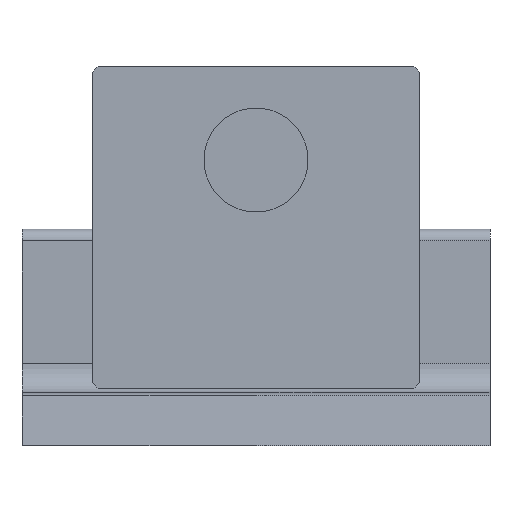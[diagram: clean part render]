
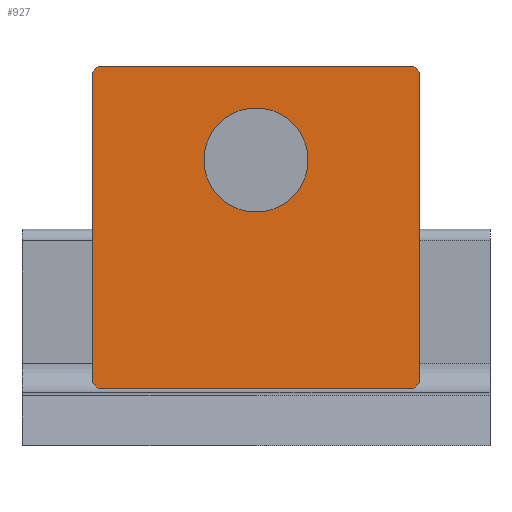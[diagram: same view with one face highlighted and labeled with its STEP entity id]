
A CAD part, front view. The second image highlights one B-rep face of the part: STEP entity #927.
In plain terms, the highlighted planar face has unit normal (0, -1, 0).
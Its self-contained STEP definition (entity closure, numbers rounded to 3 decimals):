
#3 = VERTEX_POINT ( 'NONE', #1654 ) ;
#9 = VECTOR ( 'NONE', #2390, 1000. ) ;
#85 = CARTESIAN_POINT ( 'NONE',  ( -13.75, 19.3, 5.25 ) ) ;
#94 = AXIS2_PLACEMENT_3D ( 'NONE', #332, #1495, #1067 ) ;
#122 = EDGE_CURVE ( 'NONE', #1232, #351, #2244, .T. ) ;
#146 = AXIS2_PLACEMENT_3D ( 'NONE', #2764, #1378, #2547 ) ;
#157 = VECTOR ( 'NONE', #1743, 1000. ) ;
#192 = CARTESIAN_POINT ( 'NONE',  ( -14., 19.3, 5.5 ) ) ;
#263 = DIRECTION ( 'NONE',  ( 0., 1., 0. ) ) ;
#268 = CARTESIAN_POINT ( 'NONE',  ( 0., 19.3, 5. ) ) ;
#285 = VERTEX_POINT ( 'NONE', #2806 ) ;
#294 = CARTESIAN_POINT ( 'NONE',  ( 13.5, 19.3, 5. ) ) ;
#332 = CARTESIAN_POINT ( 'NONE',  ( 0., 19.3, 24.5 ) ) ;
#336 = DIRECTION ( 'NONE',  ( 0., 0., 1. ) ) ;
#351 = VERTEX_POINT ( 'NONE', #192 ) ;
#357 = EDGE_CURVE ( 'NONE', #1662, #285, #1685, .T. ) ;
#363 = ORIENTED_EDGE ( 'NONE', *, *, #2988, .T. ) ;
#371 = AXIS2_PLACEMENT_3D ( 'NONE', #1541, #2917, #336 ) ;
#449 = CARTESIAN_POINT ( 'NONE',  ( -0.665, 19.3, 20.1 ) ) ;
#458 = EDGE_CURVE ( 'NONE', #1376, #2567, #1899, .T. ) ;
#474 = CARTESIAN_POINT ( 'NONE',  ( 0., 19.3, 24.5 ) ) ;
#485 = ORIENTED_EDGE ( 'NONE', *, *, #2689, .T. ) ;
#495 = CARTESIAN_POINT ( 'NONE',  ( -4.4, 19.3, 24.5 ) ) ;
#508 = DIRECTION ( 'NONE',  ( 0., 0., 1. ) ) ;
#513 = CARTESIAN_POINT ( 'NONE',  ( -13.5, 19.3, 5. ) ) ;
#519 = LINE ( 'NONE', #2991, #2337 ) ;
#587 = CARTESIAN_POINT ( 'NONE',  ( -0.665, 19.3, 28.9 ) ) ;
#646 = CARTESIAN_POINT ( 'NONE',  ( 0., 19.3, 28.9 ) ) ;
#656 = DIRECTION ( 'NONE',  ( -1., 0., 0. ) ) ;
#719 = VECTOR ( 'NONE', #1923, 1000. ) ;
#746 = LINE ( 'NONE', #2186, #2546 ) ;
#765 = CARTESIAN_POINT ( 'NONE',  ( -13.5, 19.3, 32.5 ) ) ;
#786 = CARTESIAN_POINT ( 'NONE',  ( 14., 19.3, 18.75 ) ) ;
#803 = VERTEX_POINT ( 'NONE', #1765 ) ;
#858 = ORIENTED_EDGE ( 'NONE', *, *, #357, .T. ) ;
#859 = VECTOR ( 'NONE', #2213, 1000. ) ;
#895 = VECTOR ( 'NONE', #1005, 1000. ) ;
#904 = EDGE_CURVE ( 'NONE', #1376, #1706, #1137, .T. ) ;
#927 = ADVANCED_FACE ( 'NONE', ( #1896, #2420 ), #2523, .T. ) ;
#936 = ORIENTED_EDGE ( 'NONE', *, *, #2631, .T. ) ;
#980 = VECTOR ( 'NONE', #3002, 1000. ) ;
#1005 = DIRECTION ( 'NONE',  ( -0.707, 0., -0.707 ) ) ;
#1034 = ORIENTED_EDGE ( 'NONE', *, *, #2245, .F. ) ;
#1038 = ORIENTED_EDGE ( 'NONE', *, *, #2450, .T. ) ;
#1067 = DIRECTION ( 'NONE',  ( 0., 0., 1. ) ) ;
#1114 = EDGE_LOOP ( 'NONE', ( #2646, #2925, #485, #1282, #858, #1330, #1191, #1887 ) ) ;
#1137 = LINE ( 'NONE', #646, #2044 ) ;
#1143 = EDGE_CURVE ( 'NONE', #2063, #3, #1529, .T. ) ;
#1155 = CIRCLE ( 'NONE', #371, 4.45 ) ;
#1157 = CARTESIAN_POINT ( 'NONE',  ( 14., 19.3, 32. ) ) ;
#1164 = EDGE_CURVE ( 'NONE', #2921, #2567, #746, .T. ) ;
#1191 = ORIENTED_EDGE ( 'NONE', *, *, #2966, .T. ) ;
#1193 = DIRECTION ( 'NONE',  ( 0., 0., 1. ) ) ;
#1197 = CARTESIAN_POINT ( 'NONE',  ( 0., 19.3, 24.5 ) ) ;
#1215 = EDGE_CURVE ( 'NONE', #803, #1662, #2129, .T. ) ;
#1232 = VERTEX_POINT ( 'NONE', #2885 ) ;
#1242 = VERTEX_POINT ( 'NONE', #1571 ) ;
#1282 = ORIENTED_EDGE ( 'NONE', *, *, #1215, .T. ) ;
#1290 = VERTEX_POINT ( 'NONE', #1735 ) ;
#1330 = ORIENTED_EDGE ( 'NONE', *, *, #2126, .T. ) ;
#1336 = VERTEX_POINT ( 'NONE', #1971 ) ;
#1376 = VERTEX_POINT ( 'NONE', #1855 ) ;
#1378 = DIRECTION ( 'NONE',  ( 0., -1., 0. ) ) ;
#1480 = CARTESIAN_POINT ( 'NONE',  ( 14., 19.3, 32. ) ) ;
#1495 = DIRECTION ( 'NONE',  ( 0., 1., 0. ) ) ;
#1499 = DIRECTION ( 'NONE',  ( 0., 0., 1. ) ) ;
#1529 = LINE ( 'NONE', #268, #9 ) ;
#1541 = CARTESIAN_POINT ( 'NONE',  ( 0., 19.3, 24.5 ) ) ;
#1571 = CARTESIAN_POINT ( 'NONE',  ( 0.665, 19.3, 20.1 ) ) ;
#1585 = VERTEX_POINT ( 'NONE', #449 ) ;
#1632 = VECTOR ( 'NONE', #1990, 1000. ) ;
#1654 = CARTESIAN_POINT ( 'NONE',  ( 13.5, 19.3, 5. ) ) ;
#1662 = VERTEX_POINT ( 'NONE', #1480 ) ;
#1668 = DIRECTION ( 'NONE',  ( 0., 0., -1. ) ) ;
#1685 = LINE ( 'NONE', #1157, #980 ) ;
#1706 = VERTEX_POINT ( 'NONE', #587 ) ;
#1735 = CARTESIAN_POINT ( 'NONE',  ( -4.4, 19.3, 23.835 ) ) ;
#1743 = DIRECTION ( 'NONE',  ( -0.707, 0., 0.707 ) ) ;
#1764 = EDGE_CURVE ( 'NONE', #2063, #351, #2040, .T. ) ;
#1765 = CARTESIAN_POINT ( 'NONE',  ( 14., 19.3, 5.5 ) ) ;
#1769 = CARTESIAN_POINT ( 'NONE',  ( 4.4, 19.3, 25.165 ) ) ;
#1825 = VECTOR ( 'NONE', #1499, 1000. ) ;
#1827 = DIRECTION ( 'NONE',  ( 1., 0., 0. ) ) ;
#1850 = CIRCLE ( 'NONE', #2995, 4.45 ) ;
#1855 = CARTESIAN_POINT ( 'NONE',  ( 0.665, 19.3, 28.9 ) ) ;
#1887 = ORIENTED_EDGE ( 'NONE', *, *, #122, .T. ) ;
#1896 = FACE_BOUND ( 'NONE', #1918, .T. ) ;
#1899 = CIRCLE ( 'NONE', #2288, 4.45 ) ;
#1915 = CIRCLE ( 'NONE', #94, 4.45 ) ;
#1916 = DIRECTION ( 'NONE',  ( 0., 0., 1. ) ) ;
#1918 = EDGE_LOOP ( 'NONE', ( #2738, #2881, #1038, #1034, #936, #2373, #363, #2702 ) ) ;
#1923 = DIRECTION ( 'NONE',  ( 0., 0., -1. ) ) ;
#1971 = CARTESIAN_POINT ( 'NONE',  ( -4.4, 19.3, 25.165 ) ) ;
#1990 = DIRECTION ( 'NONE',  ( 0.707, 0., 0.707 ) ) ;
#2040 = LINE ( 'NONE', #85, #157 ) ;
#2044 = VECTOR ( 'NONE', #656, 1000. ) ;
#2063 = VERTEX_POINT ( 'NONE', #513 ) ;
#2071 = LINE ( 'NONE', #765, #895 ) ;
#2077 = LINE ( 'NONE', #2920, #859 ) ;
#2119 = LINE ( 'NONE', #495, #2647 ) ;
#2126 = EDGE_CURVE ( 'NONE', #285, #2180, #2077, .T. ) ;
#2129 = LINE ( 'NONE', #786, #1825 ) ;
#2180 = VERTEX_POINT ( 'NONE', #2927 ) ;
#2186 = CARTESIAN_POINT ( 'NONE',  ( 4.4, 19.3, 24.5 ) ) ;
#2213 = DIRECTION ( 'NONE',  ( -1., 0., 0. ) ) ;
#2244 = LINE ( 'NONE', #2396, #719 ) ;
#2245 = EDGE_CURVE ( 'NONE', #1585, #1242, #519, .T. ) ;
#2288 = AXIS2_PLACEMENT_3D ( 'NONE', #1197, #263, #1916 ) ;
#2337 = VECTOR ( 'NONE', #1827, 1000. ) ;
#2373 = ORIENTED_EDGE ( 'NONE', *, *, #2908, .F. ) ;
#2390 = DIRECTION ( 'NONE',  ( 1., 0., 0. ) ) ;
#2392 = CARTESIAN_POINT ( 'NONE',  ( 4.4, 19.3, 23.835 ) ) ;
#2396 = CARTESIAN_POINT ( 'NONE',  ( -14., 19.3, 18.75 ) ) ;
#2420 = FACE_OUTER_BOUND ( 'NONE', #1114, .T. ) ;
#2450 = EDGE_CURVE ( 'NONE', #2921, #1242, #1850, .T. ) ;
#2523 = PLANE ( 'NONE',  #146 ) ;
#2546 = VECTOR ( 'NONE', #508, 1000. ) ;
#2547 = DIRECTION ( 'NONE',  ( 0., 0., -1. ) ) ;
#2567 = VERTEX_POINT ( 'NONE', #1769 ) ;
#2592 = DIRECTION ( 'NONE',  ( 0., 1., 0. ) ) ;
#2631 = EDGE_CURVE ( 'NONE', #1585, #1290, #1915, .T. ) ;
#2646 = ORIENTED_EDGE ( 'NONE', *, *, #1764, .F. ) ;
#2647 = VECTOR ( 'NONE', #1668, 1000. ) ;
#2689 = EDGE_CURVE ( 'NONE', #3, #803, #2858, .T. ) ;
#2702 = ORIENTED_EDGE ( 'NONE', *, *, #904, .F. ) ;
#2738 = ORIENTED_EDGE ( 'NONE', *, *, #458, .T. ) ;
#2764 = CARTESIAN_POINT ( 'NONE',  ( 0., 19.3, 18.75 ) ) ;
#2806 = CARTESIAN_POINT ( 'NONE',  ( 13.5, 19.3, 32.5 ) ) ;
#2858 = LINE ( 'NONE', #294, #1632 ) ;
#2881 = ORIENTED_EDGE ( 'NONE', *, *, #1164, .F. ) ;
#2885 = CARTESIAN_POINT ( 'NONE',  ( -14., 19.3, 32. ) ) ;
#2908 = EDGE_CURVE ( 'NONE', #1336, #1290, #2119, .T. ) ;
#2917 = DIRECTION ( 'NONE',  ( 0., 1., 0. ) ) ;
#2920 = CARTESIAN_POINT ( 'NONE',  ( 0., 19.3, 32.5 ) ) ;
#2921 = VERTEX_POINT ( 'NONE', #2392 ) ;
#2925 = ORIENTED_EDGE ( 'NONE', *, *, #1143, .T. ) ;
#2927 = CARTESIAN_POINT ( 'NONE',  ( -13.5, 19.3, 32.5 ) ) ;
#2966 = EDGE_CURVE ( 'NONE', #2180, #1232, #2071, .T. ) ;
#2988 = EDGE_CURVE ( 'NONE', #1336, #1706, #1155, .T. ) ;
#2991 = CARTESIAN_POINT ( 'NONE',  ( 0., 19.3, 20.1 ) ) ;
#2995 = AXIS2_PLACEMENT_3D ( 'NONE', #474, #2592, #1193 ) ;
#3002 = DIRECTION ( 'NONE',  ( -0.707, 0., 0.707 ) ) ;
